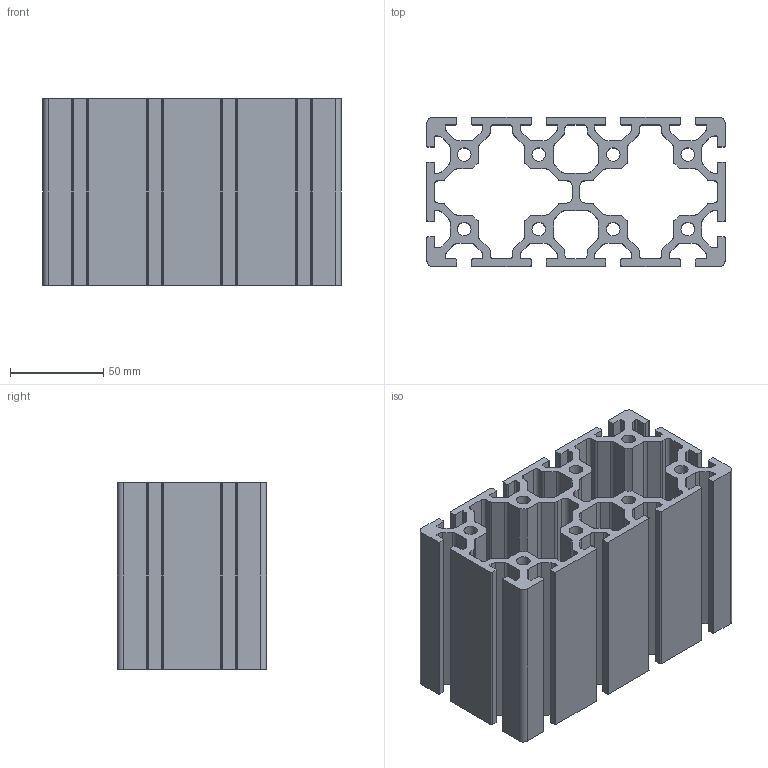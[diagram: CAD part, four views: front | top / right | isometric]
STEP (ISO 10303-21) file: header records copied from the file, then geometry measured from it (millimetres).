
FILE_DESCRIPTION(/* description */ ('Profil 80x160'),/* implementation_level */ '2;1');
FILE_NAME(/* name */ '108016.stp',/* time_stamp */ '2018-04-29T15:43:41+02:00',/* author */ ('Roudná'),/* organization */ ('Alutec K&K'),/* preprocessor_version */ 'ST-DEVELOPER v16.1',/* originating_system */ 'Autodesk Inventor 2016',/* authorisation */ '');
FILE_SCHEMA (('AUTOMOTIVE_DESIGN { 1 0 10303 214 3 1 1 }'));
Length unit declared in the file: millimetre
Products named in the file (1): 108016
Bounding box: 160 x 80 x 100 mm (x, y, z)
Volume: 418477.9 mm3; surface area: 188762.5 mm2
Topology: 1 solids, 1 shells, 410 faces, 1232 edges, 824 vertices
Faces by surface type: cylinder 208, plane 202
Full cylindrical faces by diameter (mm): 7.3 x8
Entity records: 13936 total; most frequent: DIRECTION 2454, CARTESIAN_POINT 2443, ORIENTED_EDGE 2432, EDGE_CURVE 1216, AXIS2_PLACEMENT_3D 827, VERTEX_POINT 816, LINE 800, VECTOR 800
